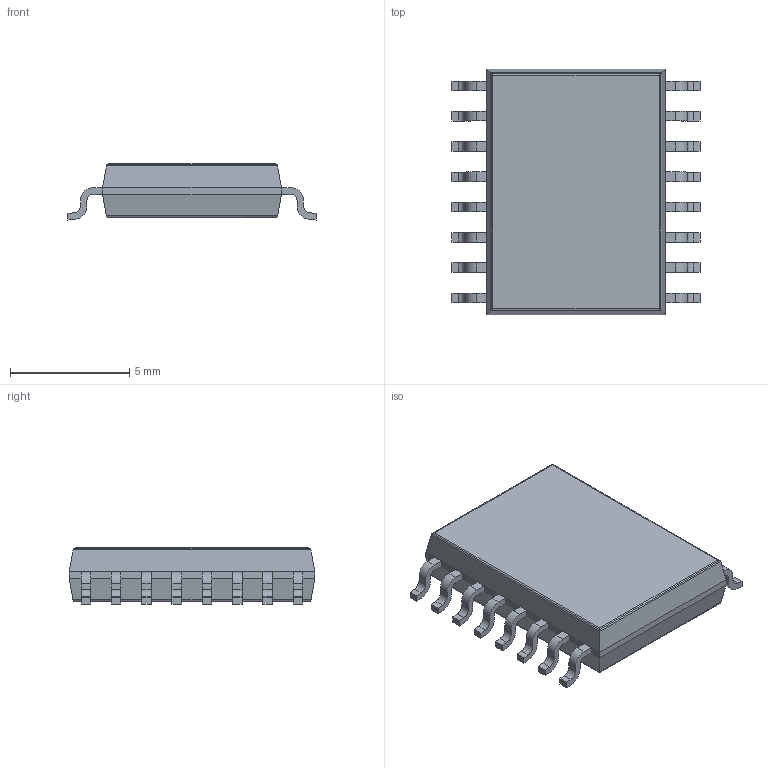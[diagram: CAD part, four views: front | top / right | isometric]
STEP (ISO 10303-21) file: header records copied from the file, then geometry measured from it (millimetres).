
FILE_DESCRIPTION (( 'STEP AP214' ), '1' );
FILE_NAME ('UCN5804LB.STEP', '2018-02-18T21:42:58', ( '' ), ( '' ), 'SwSTEP 2.0', 'SolidWorks 2018', '' );
FILE_SCHEMA (( 'AUTOMOTIVE_DESIGN' ));
Length unit declared in the file: millimetre
Products named in the file (6): L99CL01XP v9.step; BiMOS II UNIPOLAR v2.step; Component1(Mirror).step; Component3.step; UCN5804LB; Component1.step
Assembly tree (19 placements, depth 4):
  UCN5804LB
    BiMOS II UNIPOLAR v2.step
      L99CL01XP v9.step
        Component3.step
      Component1.step  x8
      Component1(Mirror).step  x8
Bounding box: 10.4 x 10.3 x 2.35 mm (x, y, z)
Volume: 171.5 mm3; surface area: 270.1 mm2
Topology: 17 solids, 17 shells, 254 faces, 636 edges, 416 vertices
Faces by surface type: plane 174, cylinder 80
Entity records: 1898 total; most frequent: CARTESIAN_POINT 342, DIRECTION 296, ORIENTED_EDGE 264, EDGE_CURVE 132, LINE 100, VECTOR 100, AXIS2_PLACEMENT_3D 98, VERTEX_POINT 80
